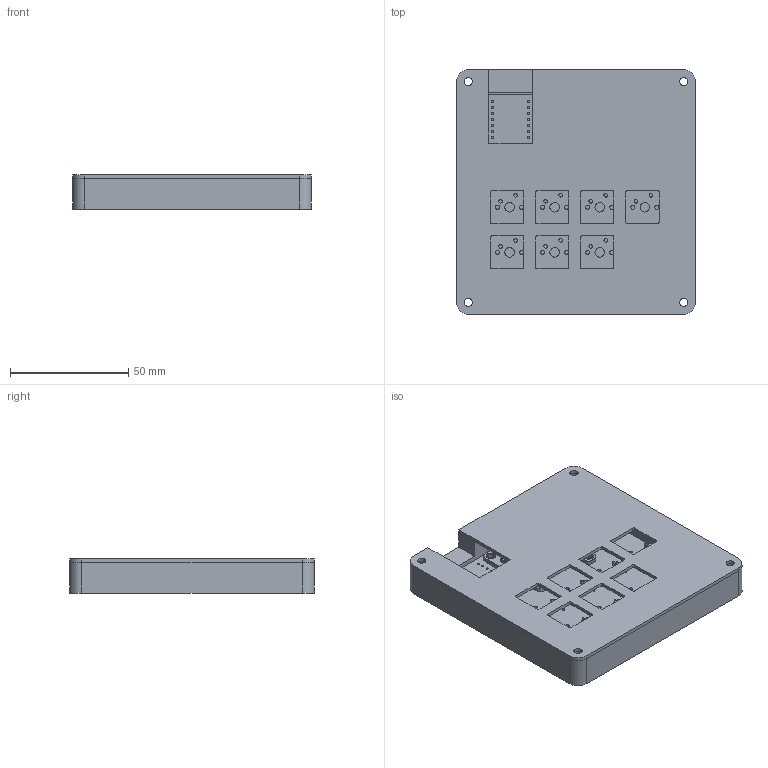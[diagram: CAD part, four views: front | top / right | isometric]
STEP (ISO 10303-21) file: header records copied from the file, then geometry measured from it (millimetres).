
FILE_DESCRIPTION(/* description */ (''),/* implementation_level */ '2;1');
FILE_NAME(/* name */ 'FullHackpad.step',/* time_stamp */ '2026-01-17T14:19:02-05:00',/* author */ (''),/* organization */ (''),/* preprocessor_version */ 'ST-DEVELOPER v20.1',/* originating_system */ 'Autodesk Translation Framework v14.21.0.0',/* authorisation */ '');
FILE_SCHEMA (('AUTOMOTIVE_DESIGN { 1 0 10303 214 3 1 1 }'));
Length unit declared in the file: millimetre
Products named in the file (8): 2026-01-17-14-09-06-164; 2026-01-16-12-44-53-310; 2026-01-16-12-45-05-299; 2026-01-16-13-12-12-667; 2026-01-17-19-09-52-071; 2026-01-17-19-09-52-073; 2026-01-17-19-09-52-074; 2026-01-17-19-09-52-072
Assembly tree (13 placements, depth 3):
  2026-01-17-14-09-06-164
    2026-01-16-12-44-53-310
    2026-01-16-13-12-12-667
    2026-01-17-19-09-52-071
      2026-01-17-19-09-52-072  x8
      2026-01-17-19-09-52-073
      2026-01-17-19-09-52-074
  2026-01-16-12-45-05-299
Bounding box: 100.96 x 103.34 x 14.5 mm (x, y, z)
Volume: 89128 mm3; surface area: 65207.8 mm2
Topology: 20 solids, 20 shells, 418 faces, 1009 edges, 651 vertices
Faces by surface type: cylinder 231, plane 143, torus 38, sphere 6
Full cylindrical faces by diameter (mm): 0.5 x24, 0.8 x16, 0.889 x14, 1 x21, 1.5 x14, 1.7 x14, 2 x16, 2.02 x8, 2.6 x2, 2.7 x4, 2.8 x7, 3.4 x8, 4 x11, 6 x4
Entity records: 10477 total; most frequent: DIRECTION 1860, CARTESIAN_POINT 1660, ORIENTED_EDGE 1614, EDGE_CURVE 807, AXIS2_PLACEMENT_3D 725, EDGE_LOOP 540, VERTEX_POINT 525, LINE 410
